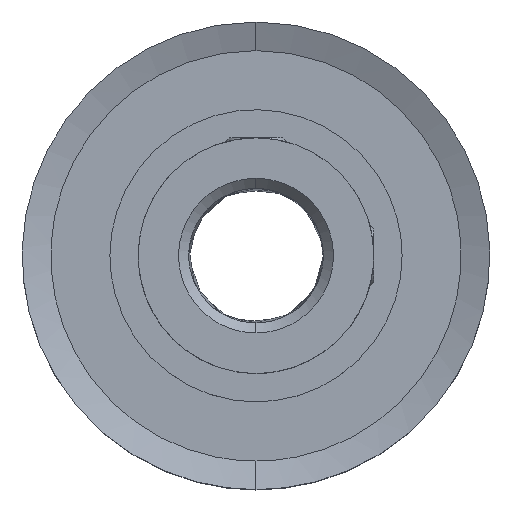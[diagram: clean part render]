
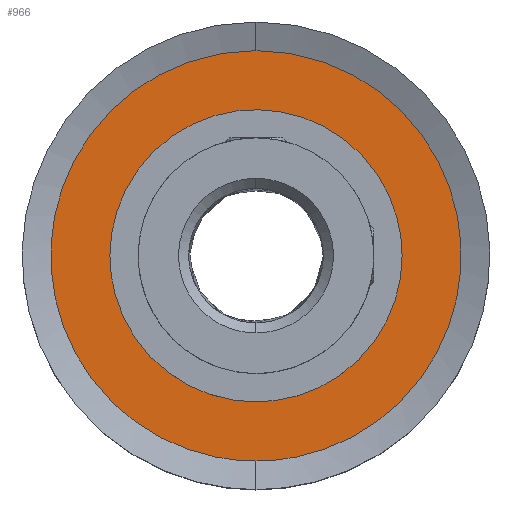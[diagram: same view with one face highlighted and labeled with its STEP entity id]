
A CAD part, top view. The second image highlights one B-rep face of the part: STEP entity #966.
In plain terms, the highlighted free-form (B-spline) face has degree [1, 1] with [2, 2] control points.
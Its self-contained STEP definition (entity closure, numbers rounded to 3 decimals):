
#934 = VERTEX_POINT('',#935);
#935 = CARTESIAN_POINT('',(12.068,0.,-0.875));
#942 = VERTEX_POINT('',#943);
#943 = CARTESIAN_POINT('',(-12.068,0.,-0.875));
#948 = EDGE_CURVE('',#934,#942,#949,.T.);
#949 = ( BOUNDED_CURVE() B_SPLINE_CURVE(2,(#950,#951,#952,#953,#954),
.UNSPECIFIED.,.F.,.F.) B_SPLINE_CURVE_WITH_KNOTS((3,2,3),(0.,
1.571,3.142),.PIECEWISE_BEZIER_KNOTS.) CURVE() 
GEOMETRIC_REPRESENTATION_ITEM() RATIONAL_B_SPLINE_CURVE((1.,
0.707,1.,0.707,1.)) REPRESENTATION_ITEM('') );
#950 = CARTESIAN_POINT('',(12.068,0.,-0.875));
#951 = CARTESIAN_POINT('',(12.068,-12.068,
    -0.875));
#952 = CARTESIAN_POINT('',(0.,-12.068,
    -0.875));
#953 = CARTESIAN_POINT('',(-12.068,-12.068,
    -0.875));
#954 = CARTESIAN_POINT('',(-12.068,0.,
    -0.875));
#966 = ADVANCED_FACE('',(#967,#989),#1000,.F.);
#967 = FACE_BOUND('',#968,.F.);
#968 = EDGE_LOOP('',(#969,#981));
#969 = ORIENTED_EDGE('',*,*,#970,.F.);
#970 = EDGE_CURVE('',#971,#973,#975,.T.);
#971 = VERTEX_POINT('',#972);
#972 = CARTESIAN_POINT('',(0.,16.953,-0.875));
#973 = VERTEX_POINT('',#974);
#974 = CARTESIAN_POINT('',(0.,-16.953,-0.875));
#975 = ( BOUNDED_CURVE() B_SPLINE_CURVE(2,(#976,#977,#978,#979,#980),
.UNSPECIFIED.,.F.,.F.) B_SPLINE_CURVE_WITH_KNOTS((3,2,3),(0.,
1.571,3.142),.PIECEWISE_BEZIER_KNOTS.) CURVE() 
GEOMETRIC_REPRESENTATION_ITEM() RATIONAL_B_SPLINE_CURVE((1.,
0.707,1.,0.707,1.)) REPRESENTATION_ITEM('') );
#976 = CARTESIAN_POINT('',(0.,16.953,-0.875));
#977 = CARTESIAN_POINT('',(-16.953,16.953,
    -0.875));
#978 = CARTESIAN_POINT('',(-16.953,0.,
    -0.875));
#979 = CARTESIAN_POINT('',(-16.953,-16.953,
    -0.875));
#980 = CARTESIAN_POINT('',(0.,-16.953,
    -0.875));
#981 = ORIENTED_EDGE('',*,*,#982,.T.);
#982 = EDGE_CURVE('',#971,#973,#983,.T.);
#983 = ( BOUNDED_CURVE() B_SPLINE_CURVE(2,(#984,#985,#986,#987,#988),
.UNSPECIFIED.,.F.,.F.) B_SPLINE_CURVE_WITH_KNOTS((3,2,3),(0.,
1.571,3.142),.PIECEWISE_BEZIER_KNOTS.) CURVE() 
GEOMETRIC_REPRESENTATION_ITEM() RATIONAL_B_SPLINE_CURVE((1.,
0.707,1.,0.707,1.)) REPRESENTATION_ITEM('') );
#984 = CARTESIAN_POINT('',(0.,16.953,-0.875));
#985 = CARTESIAN_POINT('',(16.953,16.953,
    -0.875));
#986 = CARTESIAN_POINT('',(16.953,0.,
    -0.875));
#987 = CARTESIAN_POINT('',(16.953,-16.953,
    -0.875));
#988 = CARTESIAN_POINT('',(0.,-16.953,
    -0.875));
#989 = FACE_BOUND('',#990,.F.);
#990 = EDGE_LOOP('',(#991,#992));
#991 = ORIENTED_EDGE('',*,*,#948,.F.);
#992 = ORIENTED_EDGE('',*,*,#993,.F.);
#993 = EDGE_CURVE('',#942,#934,#994,.T.);
#994 = ( BOUNDED_CURVE() B_SPLINE_CURVE(2,(#995,#996,#997,#998,#999),
.UNSPECIFIED.,.F.,.F.) B_SPLINE_CURVE_WITH_KNOTS((3,2,3),(0.,
1.571,3.142),.PIECEWISE_BEZIER_KNOTS.) CURVE() 
GEOMETRIC_REPRESENTATION_ITEM() RATIONAL_B_SPLINE_CURVE((1.,
0.707,1.,0.707,1.)) REPRESENTATION_ITEM('') );
#995 = CARTESIAN_POINT('',(-12.068,0.,-0.875));
#996 = CARTESIAN_POINT('',(-12.068,12.068,
    -0.875));
#997 = CARTESIAN_POINT('',(0.,12.068,
    -0.875));
#998 = CARTESIAN_POINT('',(12.068,12.068,
    -0.875));
#999 = CARTESIAN_POINT('',(12.068,0.,
    -0.875));
#1000 = B_SPLINE_SURFACE_WITH_KNOTS('',1,1,(
    (#1001,#1002)
    ,(#1003,#1004
    )),.UNSPECIFIED.,.F.,.F.,.F.,(2,2),(2,2),(-12.2,12.2),(-12.2,12.2),
  .PIECEWISE_BEZIER_KNOTS.);
#1001 = CARTESIAN_POINT('',(16.953,16.953,
    -0.875));
#1002 = CARTESIAN_POINT('',(-16.953,16.953,
    -0.875));
#1003 = CARTESIAN_POINT('',(16.953,-16.953,
    -0.875));
#1004 = CARTESIAN_POINT('',(-16.953,-16.953,
    -0.875));
